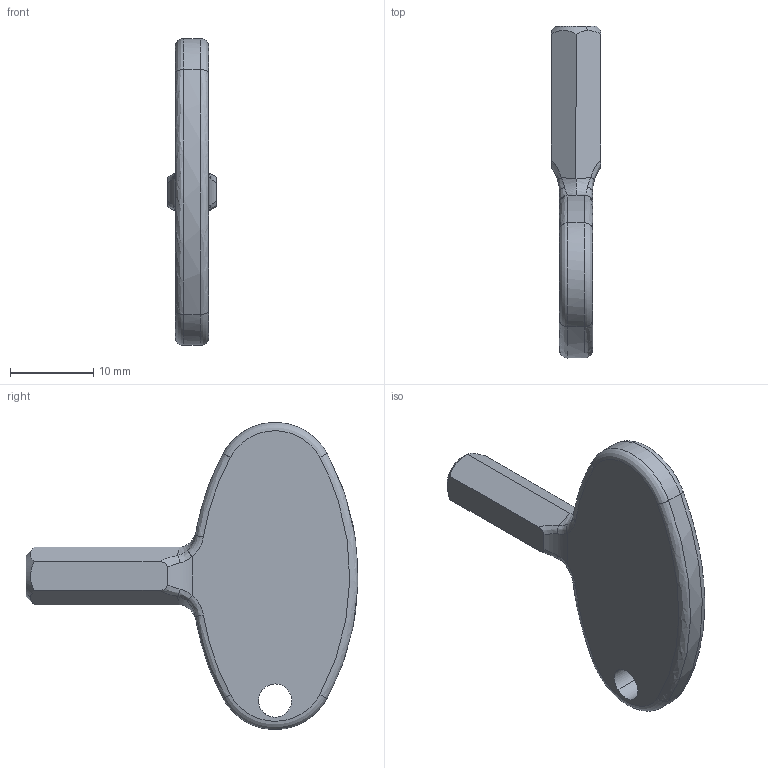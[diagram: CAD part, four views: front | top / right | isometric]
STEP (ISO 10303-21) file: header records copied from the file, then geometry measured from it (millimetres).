
FILE_DESCRIPTION((''),'2;1');
FILE_NAME('','2006-01-16T15:48:01',(''),(''),'','CADfix','');
FILE_SCHEMA(('AUTOMOTIVE_DESIGN'));
Length unit declared in the file: millimetre
Products named in the file (1): key
Bounding box: 6 x 39.99 x 36.97 mm (x, y, z)
Volume: 2864.6 mm3; surface area: 1899 mm2
Topology: 1 solids, 1 shells, 46 faces, 122 edges, 78 vertices
Faces by surface type: bspline 46
Entity records: 2772 total; most frequent: CARTESIAN_POINT 2037, ORIENTED_EDGE 244, EDGE_CURVE 122, B_SPLINE_CURVE_WITH_KNOTS 96, VERTEX_POINT 78, EDGE_LOOP 48, FACE_OUTER_BOUND 46, ADVANCED_FACE 46
